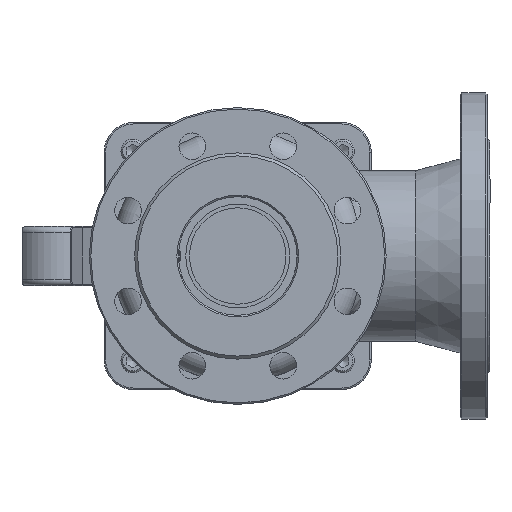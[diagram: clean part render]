
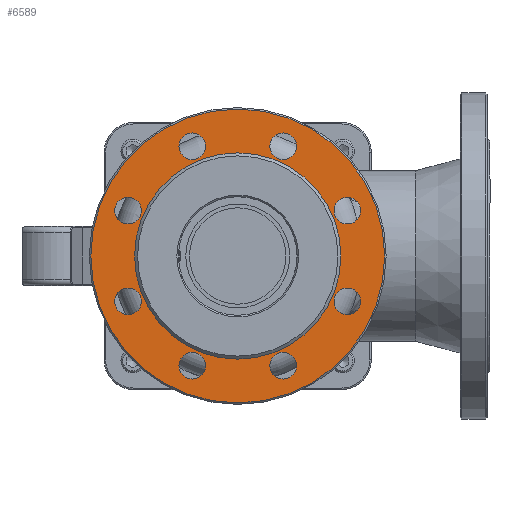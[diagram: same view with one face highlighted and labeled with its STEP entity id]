
A CAD part, front view. The second image highlights one B-rep face of the part: STEP entity #6589.
In plain terms, the highlighted planar face has unit normal (0, -1, 0).
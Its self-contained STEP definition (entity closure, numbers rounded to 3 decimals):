
#395=FACE_BOUND('',#1192,.T.);
#396=FACE_BOUND('',#1193,.T.);
#397=FACE_BOUND('',#1194,.T.);
#398=FACE_BOUND('',#1195,.T.);
#399=FACE_BOUND('',#1196,.T.);
#400=FACE_BOUND('',#1197,.T.);
#401=FACE_BOUND('',#1198,.T.);
#402=FACE_BOUND('',#1199,.T.);
#403=FACE_BOUND('',#1200,.T.);
#509=PLANE('',#7308);
#746=FACE_OUTER_BOUND('',#1191,.T.);
#1191=EDGE_LOOP('',(#4865));
#1192=EDGE_LOOP('',(#4866));
#1193=EDGE_LOOP('',(#4867));
#1194=EDGE_LOOP('',(#4868));
#1195=EDGE_LOOP('',(#4869));
#1196=EDGE_LOOP('',(#4870));
#1197=EDGE_LOOP('',(#4871));
#1198=EDGE_LOOP('',(#4872));
#1199=EDGE_LOOP('',(#4873));
#1200=EDGE_LOOP('',(#4874));
#2425=CIRCLE('',#7306,69.5);
#2427=CIRCLE('',#7309,99.);
#2428=CIRCLE('',#7310,9.);
#2429=CIRCLE('',#7311,9.);
#2430=CIRCLE('',#7312,9.);
#2431=CIRCLE('',#7313,9.);
#2432=CIRCLE('',#7314,9.);
#2433=CIRCLE('',#7315,9.);
#2434=CIRCLE('',#7316,9.);
#2435=CIRCLE('',#7317,9.);
#2923=VERTEX_POINT('',#11413);
#2925=VERTEX_POINT('',#11419);
#2926=VERTEX_POINT('',#11421);
#2927=VERTEX_POINT('',#11423);
#2928=VERTEX_POINT('',#11425);
#2929=VERTEX_POINT('',#11427);
#2930=VERTEX_POINT('',#11429);
#2931=VERTEX_POINT('',#11431);
#2932=VERTEX_POINT('',#11433);
#2933=VERTEX_POINT('',#11435);
#3620=EDGE_CURVE('',#2923,#2923,#2425,.T.);
#3623=EDGE_CURVE('',#2925,#2925,#2427,.T.);
#3624=EDGE_CURVE('',#2926,#2926,#2428,.T.);
#3625=EDGE_CURVE('',#2927,#2927,#2429,.T.);
#3626=EDGE_CURVE('',#2928,#2928,#2430,.T.);
#3627=EDGE_CURVE('',#2929,#2929,#2431,.T.);
#3628=EDGE_CURVE('',#2930,#2930,#2432,.T.);
#3629=EDGE_CURVE('',#2931,#2931,#2433,.T.);
#3630=EDGE_CURVE('',#2932,#2932,#2434,.T.);
#3631=EDGE_CURVE('',#2933,#2933,#2435,.T.);
#4865=ORIENTED_EDGE('',*,*,#3623,.F.);
#4866=ORIENTED_EDGE('',*,*,#3624,.F.);
#4867=ORIENTED_EDGE('',*,*,#3625,.F.);
#4868=ORIENTED_EDGE('',*,*,#3626,.F.);
#4869=ORIENTED_EDGE('',*,*,#3627,.F.);
#4870=ORIENTED_EDGE('',*,*,#3628,.F.);
#4871=ORIENTED_EDGE('',*,*,#3629,.F.);
#4872=ORIENTED_EDGE('',*,*,#3630,.F.);
#4873=ORIENTED_EDGE('',*,*,#3631,.F.);
#4874=ORIENTED_EDGE('',*,*,#3620,.F.);
#6589=ADVANCED_FACE('',(#746,#395,#396,#397,#398,#399,#400,#401,#402,#403),
#509,.F.);
#7306=AXIS2_PLACEMENT_3D('',#11414,#8468,#8469);
#7308=AXIS2_PLACEMENT_3D('',#11418,#8473,#8474);
#7309=AXIS2_PLACEMENT_3D('',#11420,#8475,#8476);
#7310=AXIS2_PLACEMENT_3D('',#11422,#8477,#8478);
#7311=AXIS2_PLACEMENT_3D('',#11424,#8479,#8480);
#7312=AXIS2_PLACEMENT_3D('',#11426,#8481,#8482);
#7313=AXIS2_PLACEMENT_3D('',#11428,#8483,#8484);
#7314=AXIS2_PLACEMENT_3D('',#11430,#8485,#8486);
#7315=AXIS2_PLACEMENT_3D('',#11432,#8487,#8488);
#7316=AXIS2_PLACEMENT_3D('',#11434,#8489,#8490);
#7317=AXIS2_PLACEMENT_3D('',#11436,#8491,#8492);
#8468=DIRECTION('center_axis',(0.,-1.,0.));
#8469=DIRECTION('ref_axis',(1.,0.,0.));
#8473=DIRECTION('center_axis',(0.,1.,0.));
#8474=DIRECTION('ref_axis',(0.,0.,1.));
#8475=DIRECTION('center_axis',(0.,1.,0.));
#8476=DIRECTION('ref_axis',(-1.,0.,0.));
#8477=DIRECTION('center_axis',(0.,-1.,0.));
#8478=DIRECTION('ref_axis',(-1.,0.,0.));
#8479=DIRECTION('center_axis',(0.,-1.,0.));
#8480=DIRECTION('ref_axis',(-1.,0.,0.));
#8481=DIRECTION('center_axis',(0.,-1.,0.));
#8482=DIRECTION('ref_axis',(-1.,0.,0.));
#8483=DIRECTION('center_axis',(0.,-1.,0.));
#8484=DIRECTION('ref_axis',(-1.,0.,0.));
#8485=DIRECTION('center_axis',(0.,-1.,0.));
#8486=DIRECTION('ref_axis',(-1.,0.,0.));
#8487=DIRECTION('center_axis',(0.,-1.,0.));
#8488=DIRECTION('ref_axis',(-1.,0.,0.));
#8489=DIRECTION('center_axis',(0.,-1.,0.));
#8490=DIRECTION('ref_axis',(-1.,0.,0.));
#8491=DIRECTION('center_axis',(0.,-1.,0.));
#8492=DIRECTION('ref_axis',(-1.,0.,0.));
#11413=CARTESIAN_POINT('',(-69.5,2.,0.));
#11414=CARTESIAN_POINT('Origin',(0.,2.,0.));
#11418=CARTESIAN_POINT('Origin',(0.,2.,0.));
#11419=CARTESIAN_POINT('',(99.,2.,0.));
#11420=CARTESIAN_POINT('Origin',(0.,2.,0.));
#11421=CARTESIAN_POINT('',(-21.615,2.,73.91));
#11422=CARTESIAN_POINT('Origin',(-30.615,2.,73.91));
#11423=CARTESIAN_POINT('',(-64.91,2.,30.615));
#11424=CARTESIAN_POINT('Origin',(-73.91,2.,30.615));
#11425=CARTESIAN_POINT('',(-64.91,2.,-30.615));
#11426=CARTESIAN_POINT('Origin',(-73.91,2.,-30.615));
#11427=CARTESIAN_POINT('',(-21.615,2.,-73.91));
#11428=CARTESIAN_POINT('Origin',(-30.615,2.,-73.91));
#11429=CARTESIAN_POINT('',(39.615,2.,-73.91));
#11430=CARTESIAN_POINT('Origin',(30.615,2.,-73.91));
#11431=CARTESIAN_POINT('',(82.91,2.,-30.615));
#11432=CARTESIAN_POINT('Origin',(73.91,2.,-30.615));
#11433=CARTESIAN_POINT('',(82.91,2.,30.615));
#11434=CARTESIAN_POINT('Origin',(73.91,2.,30.615));
#11435=CARTESIAN_POINT('',(39.615,2.,73.91));
#11436=CARTESIAN_POINT('Origin',(30.615,2.,73.91));
